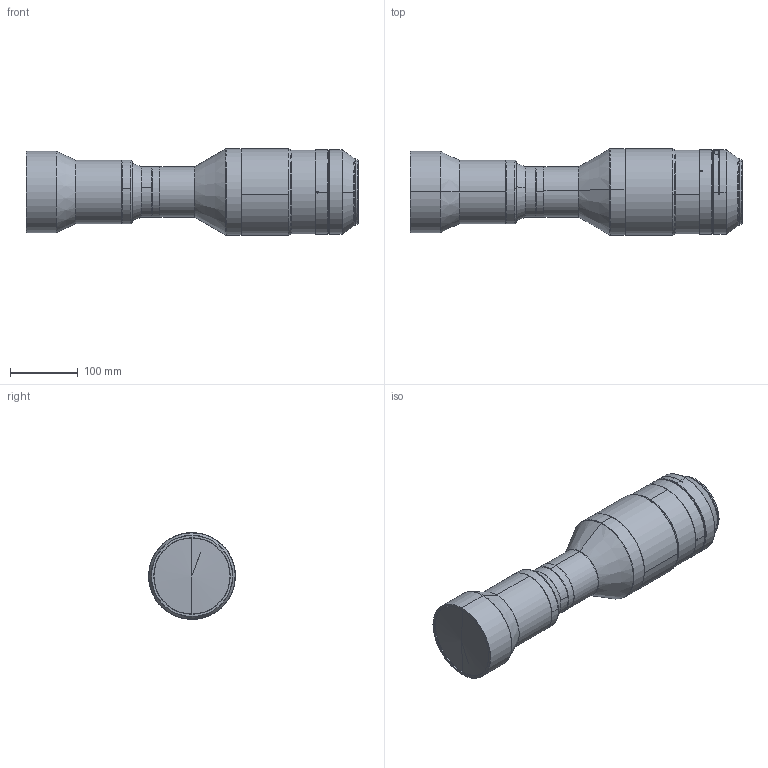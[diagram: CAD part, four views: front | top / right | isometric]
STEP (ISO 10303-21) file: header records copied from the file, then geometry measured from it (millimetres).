
FILE_DESCRIPTION (( 'STEP AP203' ), '1' );
FILE_NAME ('DTCA24K-75-M95-AL.STEP', '2019-08-15T07:32:47', ( '' ), ( '' ), 'SwSTEP 2.0', 'SolidWorks 2017', '' );
FILE_SCHEMA (( 'CONFIG_CONTROL_DESIGN' ));
Length unit declared in the file: millimetre
Products named in the file (1): DTCA24K-75-M95-AL
Bounding box: 490.03 x 127.82 x 127.82 mm (x, y, z)
Volume: 4470147.4 mm3; surface area: 193003.4 mm2
Topology: 1 solids, 1 shells, 149 faces, 350 edges, 212 vertices
Faces by surface type: cylinder 55, cone 51, bspline 22, plane 21
Entity records: 4822 total; most frequent: CARTESIAN_POINT 1396, DIRECTION 741, ORIENTED_EDGE 692, EDGE_CURVE 346, AXIS2_PLACEMENT_3D 309, VERTEX_POINT 212, CIRCLE 181, EDGE_LOOP 162
